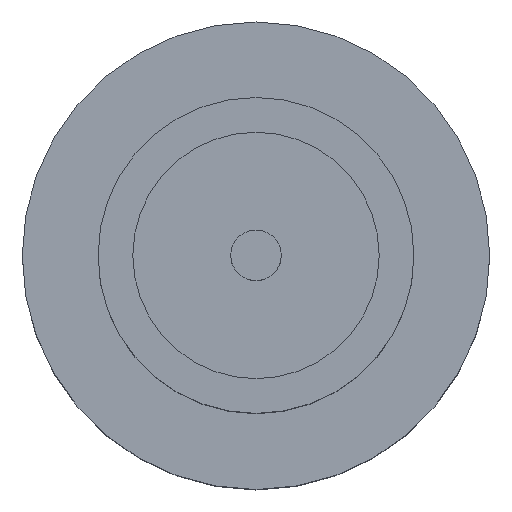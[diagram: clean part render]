
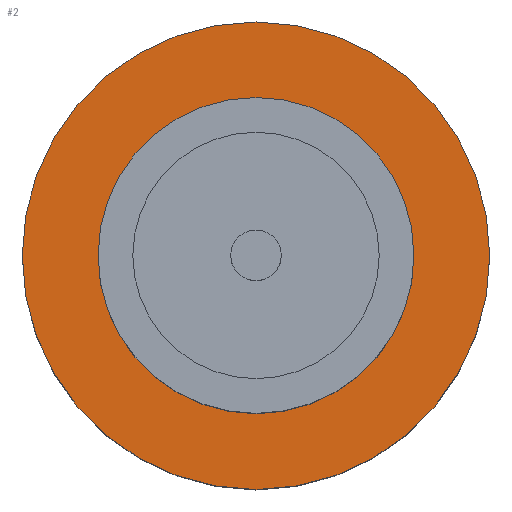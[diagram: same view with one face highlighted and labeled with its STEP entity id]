
A CAD part, top view. The second image highlights one B-rep face of the part: STEP entity #2.
In plain terms, the highlighted planar face has unit normal (0, 0, 1).
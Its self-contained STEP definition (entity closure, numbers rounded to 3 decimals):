
#2 = ADVANCED_FACE ( 'NONE', ( #389, #726 ), #772, .T. ) ;
#41 = CARTESIAN_POINT ( 'NONE',  ( -1.85, 0., 1.55 ) ) ;
#45 = ORIENTED_EDGE ( 'NONE', *, *, #529, .F. ) ;
#86 = VERTEX_POINT ( 'NONE', #526 ) ;
#101 = VERTEX_POINT ( 'NONE', #731 ) ;
#124 = EDGE_CURVE ( 'NONE', #134, #86, #550, .T. ) ;
#130 = AXIS2_PLACEMENT_3D ( 'NONE', #149, #285, #474 ) ;
#134 = VERTEX_POINT ( 'NONE', #41 ) ;
#149 = CARTESIAN_POINT ( 'NONE',  ( 0., 0., 1.55 ) ) ;
#160 = AXIS2_PLACEMENT_3D ( 'NONE', #427, #561, #825 ) ;
#189 = CARTESIAN_POINT ( 'NONE',  ( 0., 0., 1.55 ) ) ;
#194 = DIRECTION ( 'NONE',  ( 1., 0., 0. ) ) ;
#226 = AXIS2_PLACEMENT_3D ( 'NONE', #189, #368, #847 ) ;
#246 = CARTESIAN_POINT ( 'NONE',  ( 0., 0., 1.55 ) ) ;
#268 = AXIS2_PLACEMENT_3D ( 'NONE', #589, #854, #194 ) ;
#285 = DIRECTION ( 'NONE',  ( 0., 0., 1. ) ) ;
#291 = ORIENTED_EDGE ( 'NONE', *, *, #317, .T. ) ;
#317 = EDGE_CURVE ( 'NONE', #86, #134, #532, .T. ) ;
#331 = EDGE_LOOP ( 'NONE', ( #812, #45 ) ) ;
#356 = CIRCLE ( 'NONE', #268, 1.25 ) ;
#358 = EDGE_CURVE ( 'NONE', #101, #634, #356, .T. ) ;
#368 = DIRECTION ( 'NONE',  ( 0., 0., 1. ) ) ;
#389 = FACE_BOUND ( 'NONE', #331, .T. ) ;
#427 = CARTESIAN_POINT ( 'NONE',  ( 0., 0., 1.55 ) ) ;
#449 = DIRECTION ( 'NONE',  ( 1., 0., 0. ) ) ;
#474 = DIRECTION ( 'NONE',  ( 1., 0., 0. ) ) ;
#498 = EDGE_LOOP ( 'NONE', ( #709, #291 ) ) ;
#526 = CARTESIAN_POINT ( 'NONE',  ( 1.85, 0., 1.55 ) ) ;
#529 = EDGE_CURVE ( 'NONE', #634, #101, #757, .T. ) ;
#532 = CIRCLE ( 'NONE', #226, 1.85 ) ;
#550 = CIRCLE ( 'NONE', #160, 1.85 ) ;
#561 = DIRECTION ( 'NONE',  ( 0., 0., 1. ) ) ;
#589 = CARTESIAN_POINT ( 'NONE',  ( 0., 0., 1.55 ) ) ;
#634 = VERTEX_POINT ( 'NONE', #733 ) ;
#709 = ORIENTED_EDGE ( 'NONE', *, *, #124, .T. ) ;
#726 = FACE_OUTER_BOUND ( 'NONE', #498, .T. ) ;
#731 = CARTESIAN_POINT ( 'NONE',  ( 1.25, 0., 1.55 ) ) ;
#733 = CARTESIAN_POINT ( 'NONE',  ( -1.25, 0., 1.55 ) ) ;
#757 = CIRCLE ( 'NONE', #130, 1.25 ) ;
#772 = PLANE ( 'NONE',  #851 ) ;
#812 = ORIENTED_EDGE ( 'NONE', *, *, #358, .F. ) ;
#825 = DIRECTION ( 'NONE',  ( 1., 0., 0. ) ) ;
#847 = DIRECTION ( 'NONE',  ( 1., 0., 0. ) ) ;
#848 = DIRECTION ( 'NONE',  ( 0., 0., 1. ) ) ;
#851 = AXIS2_PLACEMENT_3D ( 'NONE', #246, #848, #449 ) ;
#854 = DIRECTION ( 'NONE',  ( 0., 0., 1. ) ) ;
